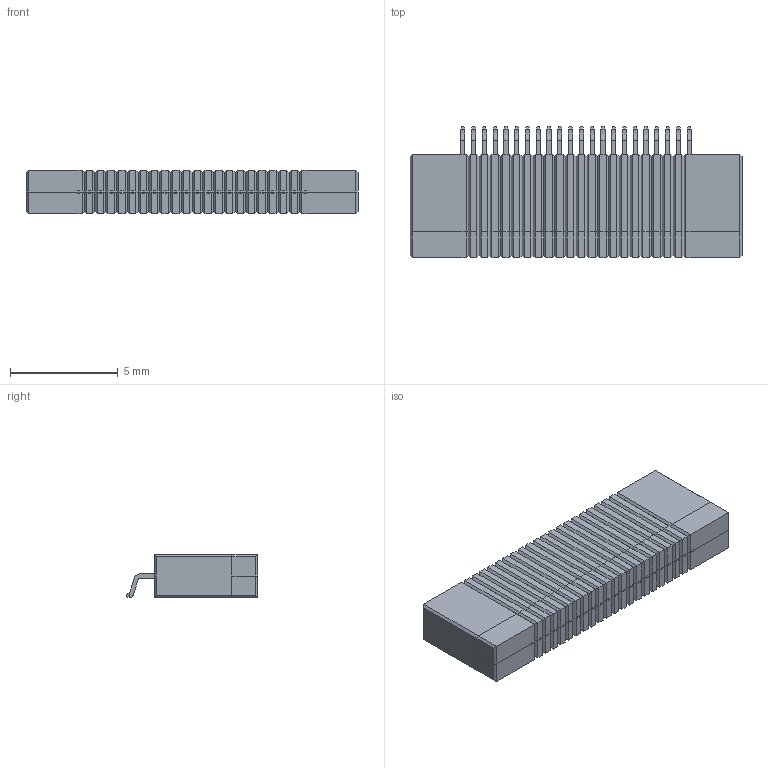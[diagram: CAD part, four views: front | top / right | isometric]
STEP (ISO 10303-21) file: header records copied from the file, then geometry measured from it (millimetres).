
FILE_DESCRIPTION(/* description */ ('','CAx-IF Rec.Pracs.---Representation and Presentation of Product Manufacturing Information (PMI)---4.0---2014-10-13'),/* implementation_level */ '2;1');
FILE_NAME(/* name */ 'FPC_0.5mm-22-RA.step',/* time_stamp */ '2025-02-26T13:59:39-07:00',/* author */ (''),/* organization */ (''),/* preprocessor_version */ 'ST-DEVELOPER v20',/* originating_system */ 'Autodesk Translation Framework v13.20.0.188',/* authorisation */ '');
FILE_SCHEMA (('AP242_MANAGED_MODEL_BASED_3D_ENGINEERING_MIM_LF { 1 0 10303 442 1 1 4 }'));
Length unit declared in the file: millimetre
Products named in the file (1): Model
Bounding box: 15.4 x 6.1 x 2 mm (x, y, z)
Volume: 150.7 mm3; surface area: 463 mm2
Topology: 25 solids, 25 shells, 935 faces, 2219 edges, 1334 vertices
Faces by surface type: plane 869, cylinder 66
Entity records: 25947 total; most frequent: CARTESIAN_POINT 4489, ORIENTED_EDGE 4438, DIRECTION 4223, EDGE_CURVE 2219, LINE 2087, VECTOR 2087, VERTEX_POINT 1334, AXIS2_PLACEMENT_3D 1068
